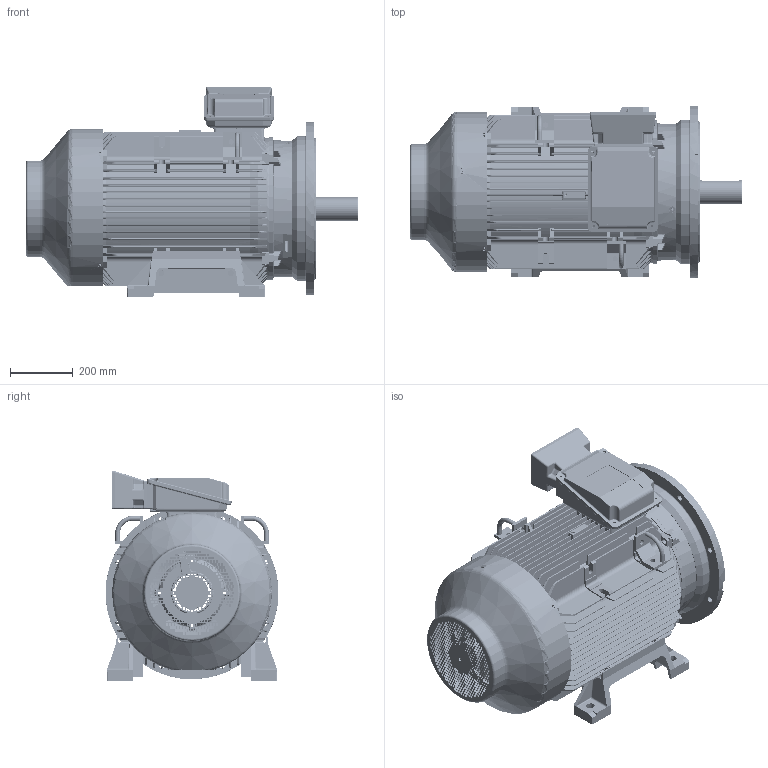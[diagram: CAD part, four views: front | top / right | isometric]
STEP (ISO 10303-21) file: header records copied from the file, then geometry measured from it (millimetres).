
FILE_DESCRIPTION( ( 'Unknown' ), '1' );
FILE_NAME( 'WP-DF280SE B35 4P.stp', 'Unknown', ( 'Unknown' ), ( 'Unknown' ), 'PSStep 17.0.49', 'Unknown', ' ' );
FILE_SCHEMA( ( 'AUTOMOTIVE_DESIGN { 1 0 10303 214 1 1 1 1 }' ) );
Length unit declared in the file: millimetre
Products named in the file (3): w3lfm
Bounding box: 1054.87 x 549.66 x 666.4 mm (x, y, z)
Volume: 37678814 mm3; surface area: 7547038 mm2
Topology: 3 solids, 6 shells, 6894 faces, 18776 edges, 11811 vertices
Faces by surface type: plane 3567, cylinder 1420, bspline 1173, cone 319, torus 263, sphere 152
Full cylindrical faces by diameter (mm): 5 x4, 5.188 x2, 6 x4, 6.985 x5, 8 x13, 8.5 x1, 8.985 x2, 10 x21, 11.979 x1, 14.188 x12, 14.376 x4, 15 x9, 16 x4, 17 x4, 17.5 x1, 19 x36, 20 x2, 21 x1, 75.02 x1, 85.05 x1, 86.325 x2, 87.98 x2, 89.98 x2, 90.019 x2, 99.01 x2, 100.23 x1, 105 x1, 120 x2, 190 x2, 228 x2
Entity records: 423856 total; most frequent: CARTESIAN_POINT 203168, ORIENTED_EDGE 36594, DIRECTION 30805, EDGE_CURVE 18297, VERTEX_POINT 11666, LINE 10655, VECTOR 10655, AXIS2_PLACEMENT_3D 10075
